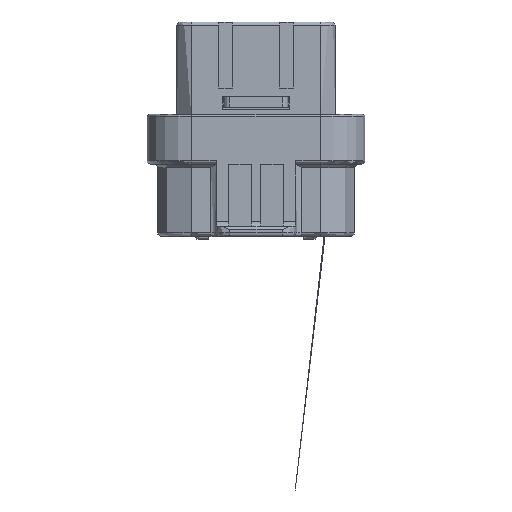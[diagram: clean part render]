
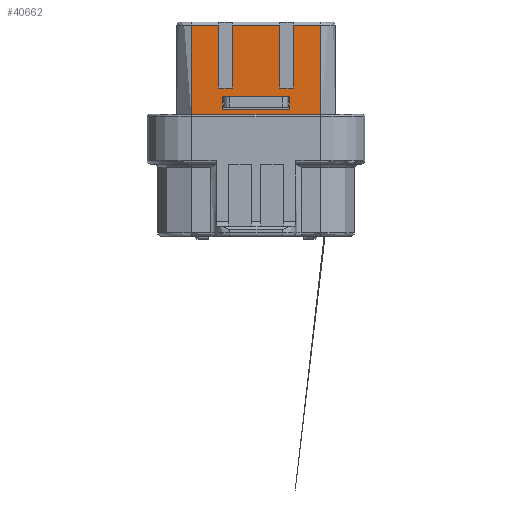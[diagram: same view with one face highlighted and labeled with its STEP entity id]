
A CAD part, front view. The second image highlights one B-rep face of the part: STEP entity #40662.
In plain terms, the highlighted planar face has unit normal (0, -1, 0).
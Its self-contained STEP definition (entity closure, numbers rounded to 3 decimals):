
#38102=CARTESIAN_POINT('',(-10.804,-10.616,58.13));
#38103=VERTEX_POINT('',#38102);
#38110=CARTESIAN_POINT('',(-10.804,-10.616,56.23));
#38111=VERTEX_POINT('',#38110);
#38112=CARTESIAN_POINT('',(-10.804,-10.616,56.23));
#38113=DIRECTION('',(0.,0.,1.));
#38114=VECTOR('',#38113,1.9);
#38115=LINE('',#38112,#38114);
#38116=EDGE_CURVE('',#38111,#38103,#38115,.T.);
#38133=CARTESIAN_POINT('',(-0.804,-10.616,56.23));
#38134=VERTEX_POINT('',#38133);
#38143=CARTESIAN_POINT('',(-0.804,-10.616,56.23));
#38144=DIRECTION('',(-1.,0.,0.));
#38145=VECTOR('',#38144,10.);
#38146=LINE('',#38143,#38145);
#38147=EDGE_CURVE('',#38134,#38111,#38146,.T.);
#38157=CARTESIAN_POINT('',(-0.804,-10.616,58.13));
#38158=VERTEX_POINT('',#38157);
#38167=CARTESIAN_POINT('',(-0.804,-10.616,58.13));
#38168=DIRECTION('',(0.,0.,-1.));
#38169=VECTOR('',#38168,1.9);
#38170=LINE('',#38167,#38169);
#38171=EDGE_CURVE('',#38158,#38134,#38170,.T.);
#40538=CARTESIAN_POINT('',(-5.754,-10.616,57.255));
#40539=DIRECTION('',(1.,0.,0.));
#40540=DIRECTION('',(0.,-1.,0.));
#40541=AXIS2_PLACEMENT_3D('',#40538,#40540,#40539);
#40542=PLANE('',#40541);
#40543=CARTESIAN_POINT('',(-0.304,-10.616,68.63));
#40544=VERTEX_POINT('',#40543);
#40545=CARTESIAN_POINT('',(3.696,-10.616,68.63));
#40546=VERTEX_POINT('',#40545);
#40547=CARTESIAN_POINT('',(-0.304,-10.616,68.63));
#40548=DIRECTION('',(1.,0.,0.));
#40549=VECTOR('',#40548,4.);
#40550=LINE('',#40547,#40549);
#40551=EDGE_CURVE('',#40544,#40546,#40550,.T.);
#40552=ORIENTED_EDGE('',*,*,#40551,.F.);
#40553=CARTESIAN_POINT('',(-0.304,-10.616,59.38));
#40554=VERTEX_POINT('',#40553);
#40555=CARTESIAN_POINT('',(-0.304,-10.616,68.63));
#40556=DIRECTION('',(0.,0.,-1.));
#40557=VECTOR('',#40556,9.25);
#40558=LINE('',#40555,#40557);
#40559=EDGE_CURVE('',#40544,#40554,#40558,.T.);
#40560=ORIENTED_EDGE('',*,*,#40559,.T.);
#40561=CARTESIAN_POINT('',(-2.304,-10.616,59.38));
#40562=VERTEX_POINT('',#40561);
#40563=CARTESIAN_POINT('',(-2.304,-10.616,59.38));
#40564=DIRECTION('',(1.,0.,0.));
#40565=VECTOR('',#40564,2.);
#40566=LINE('',#40563,#40565);
#40567=EDGE_CURVE('',#40562,#40554,#40566,.T.);
#40568=ORIENTED_EDGE('',*,*,#40567,.F.);
#40569=CARTESIAN_POINT('',(-2.304,-10.616,68.63));
#40570=VERTEX_POINT('',#40569);
#40571=CARTESIAN_POINT('',(-2.304,-10.616,68.63));
#40572=DIRECTION('',(0.,0.,-1.));
#40573=VECTOR('',#40572,9.25);
#40574=LINE('',#40571,#40573);
#40575=EDGE_CURVE('',#40570,#40562,#40574,.T.);
#40576=ORIENTED_EDGE('',*,*,#40575,.F.);
#40577=CARTESIAN_POINT('',(-9.304,-10.616,68.63));
#40578=VERTEX_POINT('',#40577);
#40579=CARTESIAN_POINT('',(-2.304,-10.616,68.63));
#40580=DIRECTION('',(-1.,0.,0.));
#40581=VECTOR('',#40580,7.);
#40582=LINE('',#40579,#40581);
#40583=EDGE_CURVE('',#40570,#40578,#40582,.T.);
#40584=ORIENTED_EDGE('',*,*,#40583,.T.);
#40585=CARTESIAN_POINT('',(-9.304,-10.616,59.38));
#40586=VERTEX_POINT('',#40585);
#40587=CARTESIAN_POINT('',(-9.304,-10.616,68.63));
#40588=DIRECTION('',(0.,0.,-1.));
#40589=VECTOR('',#40588,9.25);
#40590=LINE('',#40587,#40589);
#40591=EDGE_CURVE('',#40578,#40586,#40590,.T.);
#40592=ORIENTED_EDGE('',*,*,#40591,.T.);
#40593=CARTESIAN_POINT('',(-11.304,-10.616,59.38));
#40594=VERTEX_POINT('',#40593);
#40595=CARTESIAN_POINT('',(-11.304,-10.616,59.38));
#40596=DIRECTION('',(1.,0.,0.));
#40597=VECTOR('',#40596,2.);
#40598=LINE('',#40595,#40597);
#40599=EDGE_CURVE('',#40594,#40586,#40598,.T.);
#40600=ORIENTED_EDGE('',*,*,#40599,.F.);
#40601=CARTESIAN_POINT('',(-11.304,-10.616,68.63));
#40602=VERTEX_POINT('',#40601);
#40603=CARTESIAN_POINT('',(-11.304,-10.616,68.63));
#40604=DIRECTION('',(0.,0.,-1.));
#40605=VECTOR('',#40604,9.25);
#40606=LINE('',#40603,#40605);
#40607=EDGE_CURVE('',#40602,#40594,#40606,.T.);
#40608=ORIENTED_EDGE('',*,*,#40607,.F.);
#40609=CARTESIAN_POINT('',(-15.304,-10.616,68.63));
#40610=VERTEX_POINT('',#40609);
#40611=CARTESIAN_POINT('',(-15.304,-10.616,68.63));
#40612=DIRECTION('',(1.,0.,0.));
#40613=VECTOR('',#40612,4.);
#40614=LINE('',#40611,#40613);
#40615=EDGE_CURVE('',#40610,#40602,#40614,.T.);
#40616=ORIENTED_EDGE('',*,*,#40615,.F.);
#40617=CARTESIAN_POINT('',(-15.304,-10.616,54.38));
#40618=VERTEX_POINT('',#40617);
#40619=CARTESIAN_POINT('',(-15.304,-10.616,68.63));
#40620=DIRECTION('',(0.,0.,-1.));
#40621=VECTOR('',#40620,14.25);
#40622=LINE('',#40619,#40621);
#40623=EDGE_CURVE('',#40610,#40618,#40622,.T.);
#40624=ORIENTED_EDGE('',*,*,#40623,.T.);
#40625=CARTESIAN_POINT('',(3.696,-10.616,54.38));
#40626=VERTEX_POINT('',#40625);
#40627=CARTESIAN_POINT('',(-15.304,-10.616,54.38));
#40628=CARTESIAN_POINT('',(-14.249,-10.616,54.38));
#40629=CARTESIAN_POINT('',(-12.665,-10.616,54.38));
#40630=CARTESIAN_POINT('',(-10.554,-10.616,54.38));
#40631=CARTESIAN_POINT('',(-8.971,-10.616,54.38));
#40632=CARTESIAN_POINT('',(-7.388,-10.616,54.38));
#40633=CARTESIAN_POINT('',(-5.804,-10.616,54.38));
#40634=CARTESIAN_POINT('',(-4.221,-10.616,54.38));
#40635=CARTESIAN_POINT('',(-2.638,-10.616,54.38));
#40636=CARTESIAN_POINT('',(-1.054,-10.616,54.38));
#40637=CARTESIAN_POINT('',(1.057,-10.616,54.38));
#40638=CARTESIAN_POINT('',(2.64,-10.616,54.38));
#40639=CARTESIAN_POINT('',(3.696,-10.616,54.38));
#40640=B_SPLINE_CURVE_WITH_KNOTS('',3,(#40627,#40628,#40629,#40630,#40631,#40632,#40633,#40634,#40635,#40636,#40637,#40638,#40639),.UNSPECIFIED.,.F.,.U.,(4,1,1,1,1,1,1,1,1,1,4),(0.,0.167,0.25,0.333,0.417,0.5,0.583,0.667,0.75,0.833,1.),.UNSPECIFIED.);
#40641=EDGE_CURVE('',#40618,#40626,#40640,.T.);
#40642=ORIENTED_EDGE('',*,*,#40641,.T.);
#40643=CARTESIAN_POINT('',(3.696,-10.616,68.63));
#40644=DIRECTION('',(0.,0.,-1.));
#40645=VECTOR('',#40644,14.25);
#40646=LINE('',#40643,#40645);
#40647=EDGE_CURVE('',#40546,#40626,#40646,.T.);
#40648=ORIENTED_EDGE('',*,*,#40647,.F.);
#40649=EDGE_LOOP('',(#40552,#40560,#40568,#40576,#40584,#40592,#40600,#40608,#40616,#40624,#40642,#40648));
#40650=FACE_OUTER_BOUND('',#40649,.T.);
#40651=ORIENTED_EDGE('',*,*,#38116,.T.);
#40652=CARTESIAN_POINT('',(-10.804,-10.616,58.13));
#40653=DIRECTION('',(1.,0.,0.));
#40654=VECTOR('',#40653,10.);
#40655=LINE('',#40652,#40654);
#40656=EDGE_CURVE('',#38103,#38158,#40655,.T.);
#40657=ORIENTED_EDGE('',*,*,#40656,.T.);
#40658=ORIENTED_EDGE('',*,*,#38171,.T.);
#40659=ORIENTED_EDGE('',*,*,#38147,.T.);
#40660=EDGE_LOOP('',(#40651,#40657,#40658,#40659));
#40661=FACE_BOUND('',#40660,.T.);
#40662=ADVANCED_FACE('',(#40650,#40661),#40542,.T.);
